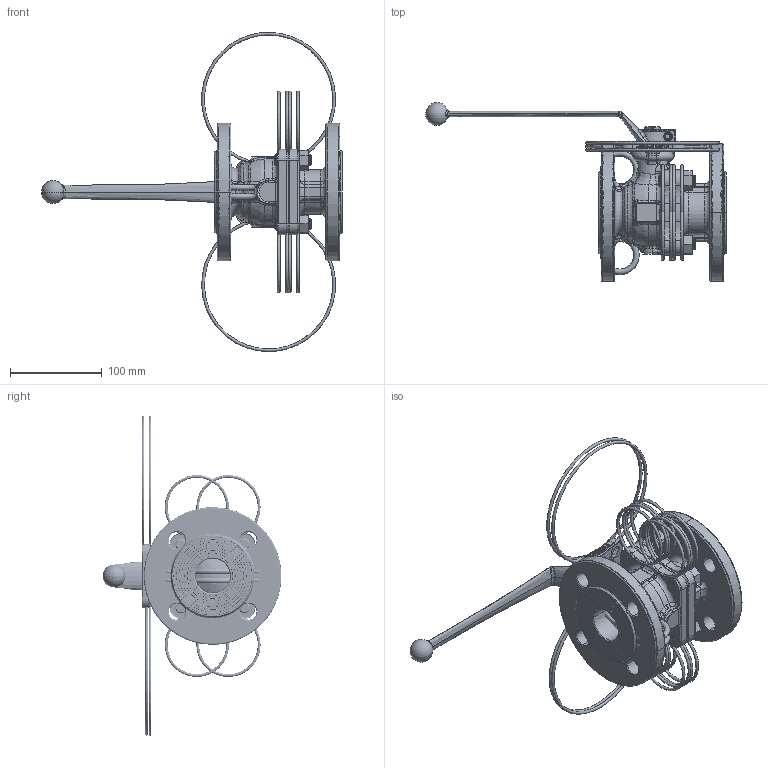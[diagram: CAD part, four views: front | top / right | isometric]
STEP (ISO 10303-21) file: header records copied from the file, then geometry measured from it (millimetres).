
FILE_DESCRIPTION((''),'2;1');
FILE_NAME('2019D-DN040-A01-01_ASM','2014-06-30T',('Administrator'),(''),'PRO/ENGINEER BY PARAMETRIC TECHNOLOGY CORPORATION, 2011080','PRO/ENGINEER BY PARAMETRIC TECHNOLOGY CORPORATION, 2011080','');
FILE_SCHEMA(('CONFIG_CONTROL_DESIGN'));
Products named in the file (15): 2019D040-M01; 2019D040-003; 2019D040-M02; 2019D040-012; 2019D040-008; 2019D040-004; 029-G027; 026-G002; 2019D040-018; 026-G014; 2019D040-022; 028-G010; 026-G006; 2019D040-015; 2019D-DN040-A01-01_ASM
Assembly tree (20 placements, depth 2):
  2019D-DN040-A01-01_ASM
    2019D040-M01
    2019D040-003
    2019D040-M02
    2019D040-012
    2019D040-008
    2019D040-004
    029-G027
    026-G002
    2019D040-018
    026-G014
    2019D040-022
    028-G010  x4
    026-G006  x4
    2019D040-015
Bounding box: 328 x 195 x 348 mm (x, y, z)
Surface area: 518823.4 mm2 (no closed solid volume)
Topology: 0 solids, 0 shells, 1997 faces, 10394 edges, 10202 vertices
Faces by surface type: bspline 1700, torus 263, sphere 34
Entity records: 227452 total; most frequent: CARTESIAN_POINT 155923, DIRECTION 10520, DEFINITIONAL_REPRESENTATION 8590, PCURVE 8590, COMPOSITE_CURVE_SEGMENT 8590, TRIMMED_CURVE 8333, VECTOR 6806, LINE 6806
